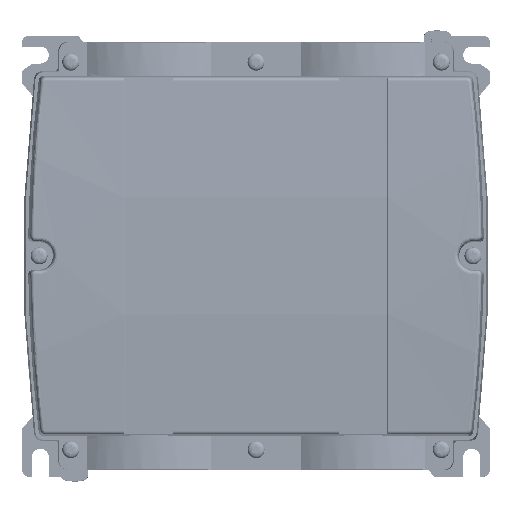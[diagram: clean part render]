
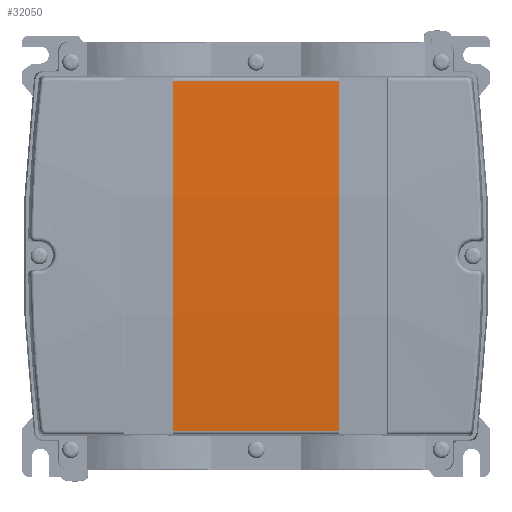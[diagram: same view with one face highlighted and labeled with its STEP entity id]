
A CAD part, top view. The second image highlights one B-rep face of the part: STEP entity #32050.
In plain terms, the highlighted cylindrical face has radius 1000 mm (diameter 2000 mm), a partial arc.
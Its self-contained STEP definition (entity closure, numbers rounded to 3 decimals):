
#32032=AXIS2_PLACEMENT_3D('Cylinder Axis2P3D',#32029,#32030,#32031) ;
#32036=AXIS2_PLACEMENT_3D('Circle Axis2P3D',#32034,#32035,$) ;
#32041=AXIS2_PLACEMENT_3D('Circle Axis2P3D',#32039,#32040,$) ;
#27687=CARTESIAN_POINT('Line Origine',(92.212,20.624,64.414)) ;
#27691=CARTESIAN_POINT('Vertex',(62.,20.624,64.414)) ;
#27693=CARTESIAN_POINT('Vertex',(130.,20.624,64.414)) ;
#28521=CARTESIAN_POINT('Line Origine',(99.788,164.376,64.414)) ;
#28525=CARTESIAN_POINT('Vertex',(130.,164.376,64.414)) ;
#28527=CARTESIAN_POINT('Vertex',(62.,164.376,64.414)) ;
#32029=CARTESIAN_POINT('Axis2P3D Location',(95.5,92.5,-933.)) ;
#32034=CARTESIAN_POINT('Axis2P3D Location',(130.,92.5,-933.)) ;
#32039=CARTESIAN_POINT('Axis2P3D Location',(62.,92.5,-933.)) ;
#27688=DIRECTION('Vector Direction',(1.,0.,0.)) ;
#28522=DIRECTION('Vector Direction',(-1.,0.,0.)) ;
#32030=DIRECTION('Axis2P3D Direction',(1.,0.,0.)) ;
#32031=DIRECTION('Axis2P3D XDirection',(0.,0.18,0.984)) ;
#32035=DIRECTION('Axis2P3D Direction',(1.,0.,0.)) ;
#32040=DIRECTION('Axis2P3D Direction',(1.,0.,0.)) ;
#27689=VECTOR('Line Direction',#27688,1.) ;
#28523=VECTOR('Line Direction',#28522,1.) ;
#32045=ORIENTED_EDGE('',*,*,#27695,.T.) ;
#32046=ORIENTED_EDGE('',*,*,#32038,.F.) ;
#32047=ORIENTED_EDGE('',*,*,#28529,.T.) ;
#32048=ORIENTED_EDGE('',*,*,#32043,.T.) ;
#32050=ADVANCED_FACE('PRODUCT_1068890000.1\\2365090000.1\\Deckel',(#32049),#32033,.T.) ;
#32037=CIRCLE('generated circle',#32036,1000.) ;
#32042=CIRCLE('generated circle',#32041,1000.) ;
#32033=CYLINDRICAL_SURFACE('generated cylinder',#32032,1000.) ;
#27695=EDGE_CURVE('',#27692,#27694,#27690,.T.) ;
#28529=EDGE_CURVE('',#28526,#28528,#28524,.T.) ;
#32038=EDGE_CURVE('',#28526,#27694,#32037,.T.) ;
#32043=EDGE_CURVE('',#28528,#27692,#32042,.T.) ;
#32044=EDGE_LOOP('',(#32045,#32046,#32047,#32048)) ;
#32049=FACE_OUTER_BOUND('',#32044,.T.) ;
#27690=LINE('Line',#27687,#27689) ;
#28524=LINE('Line',#28521,#28523) ;
#27692=VERTEX_POINT('',#27691) ;
#27694=VERTEX_POINT('',#27693) ;
#28526=VERTEX_POINT('',#28525) ;
#28528=VERTEX_POINT('',#28527) ;
